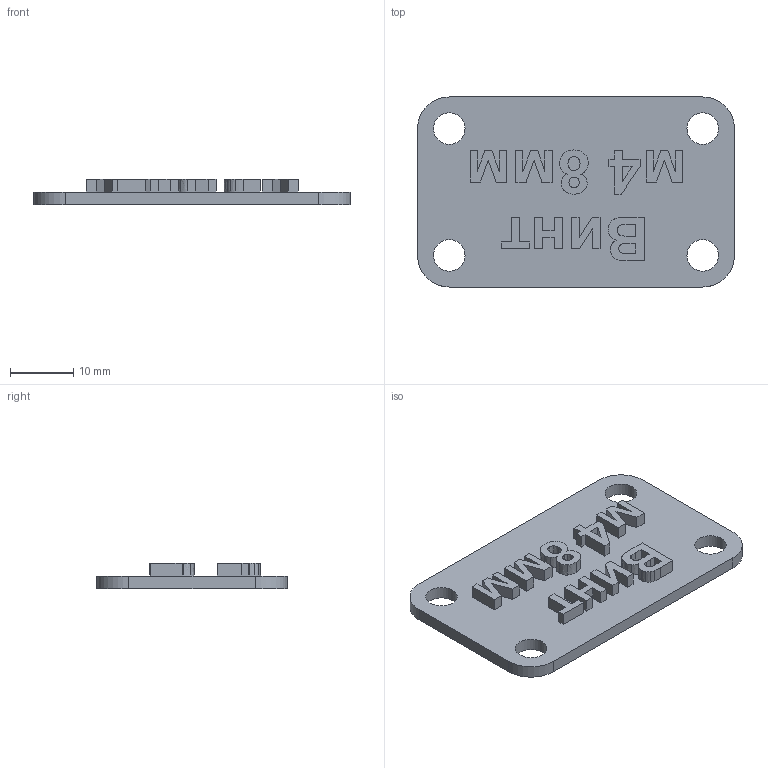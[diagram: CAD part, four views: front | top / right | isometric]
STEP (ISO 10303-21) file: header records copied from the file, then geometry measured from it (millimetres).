
FILE_DESCRIPTION(('STEP AP242'), '1');
FILE_NAME('Äåòàëü Áèðêà Âèíò ì4 8ìì âûïóêëûé', '', ('UNSPECIFIED'), ('UNSPECIFIED'), 'C3D Converter', 'C3D Toolkit', '');
FILE_SCHEMA(('AP242_MANAGED_MODEL_BASED_3D_ENGINEERING_MIM_LF { 1 0 10303 442 1 1 4 }'));
Length unit declared in the file: millimetre
Bounding box: 50 x 30 x 4 mm (x, y, z)
Volume: 3127.6 mm3; surface area: 3802.7 mm2
Topology: 1 solids, 1 shells, 176 faces, 480 edges, 320 vertices
Faces by surface type: plane 112, extrusion 56, cylinder 8
Full cylindrical faces by diameter (mm): 5 x4
Entity records: 7016 total; most frequent: CARTESIAN_POINT 1309, ORIENTED_EDGE 952, DIRECTION 678, EDGE_CURVE 476, VECTOR 404, LINE 348, VERTEX_POINT 320, EDGE_LOOP 202
